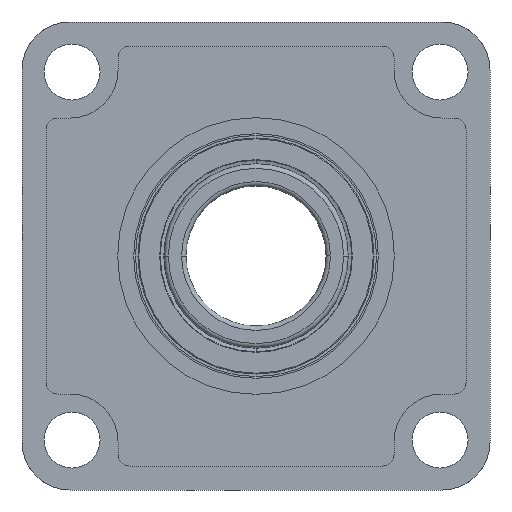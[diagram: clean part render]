
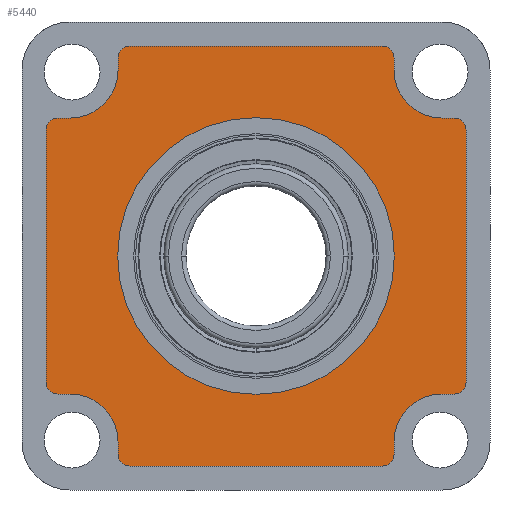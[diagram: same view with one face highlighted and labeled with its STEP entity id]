
A CAD part, front view. The second image highlights one B-rep face of the part: STEP entity #5440.
In plain terms, the highlighted planar face has unit normal (0, -1, 0).
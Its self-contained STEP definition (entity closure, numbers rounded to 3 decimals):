
#1026=CARTESIAN_POINT('',(0.,-8.,0.));
#1027=DIRECTION('',(0.,1.,0.));
#1028=DIRECTION('',(0.,0.,-1.));
#1029=AXIS2_PLACEMENT_3D('',#1026,#1027,#1028);
#1056=CARTESIAN_POINT('',(0.,-8.,0.));
#1057=DIRECTION('',(0.,1.,0.));
#1058=DIRECTION('',(0.,0.,1.));
#1059=AXIS2_PLACEMENT_3D('',#1056,#1057,#1058);
#1421=CARTESIAN_POINT('',(31.5,-8.,-49.5));
#1422=DIRECTION('',(0.,-1.,0.));
#1423=DIRECTION('',(0.,0.,-1.));
#1424=AXIS2_PLACEMENT_3D('',#1421,#1422,#1423);
#1426=DIRECTION('',(1.,0.,0.));
#1427=VECTOR('',#1426,63.);
#1428=CARTESIAN_POINT('',(-31.5,-8.,-52.5));
#1429=LINE('',#1428,#1427);
#1430=CARTESIAN_POINT('',(-31.5,-8.,-49.5));
#1431=DIRECTION('',(0.,-1.,0.));
#1432=DIRECTION('',(-1.,0.,0.));
#1433=AXIS2_PLACEMENT_3D('',#1430,#1431,#1432);
#1435=DIRECTION('',(0.,0.,-1.));
#1436=VECTOR('',#1435,3.);
#1437=CARTESIAN_POINT('',(-34.5,-8.,-46.5));
#1438=LINE('',#1437,#1436);
#1439=CARTESIAN_POINT('',(-46.5,-8.,-46.5));
#1440=DIRECTION('',(0.,1.,0.));
#1441=DIRECTION('',(0.,0.,1.));
#1442=AXIS2_PLACEMENT_3D('',#1439,#1440,#1441);
#1444=DIRECTION('',(1.,0.,0.));
#1445=VECTOR('',#1444,3.);
#1446=CARTESIAN_POINT('',(-49.5,-8.,-34.5));
#1447=LINE('',#1446,#1445);
#1448=CARTESIAN_POINT('',(-49.5,-8.,-31.5));
#1449=DIRECTION('',(0.,-1.,0.));
#1450=DIRECTION('',(-1.,0.,0.));
#1451=AXIS2_PLACEMENT_3D('',#1448,#1449,#1450);
#1453=DIRECTION('',(0.,0.,-1.));
#1454=VECTOR('',#1453,63.);
#1455=CARTESIAN_POINT('',(-52.5,-8.,31.5));
#1456=LINE('',#1455,#1454);
#1457=CARTESIAN_POINT('',(-49.5,-8.,31.5));
#1458=DIRECTION('',(0.,-1.,0.));
#1459=DIRECTION('',(0.,0.,1.));
#1460=AXIS2_PLACEMENT_3D('',#1457,#1458,#1459);
#1462=DIRECTION('',(-1.,0.,0.));
#1463=VECTOR('',#1462,3.);
#1464=CARTESIAN_POINT('',(-46.5,-8.,34.5));
#1465=LINE('',#1464,#1463);
#1466=CARTESIAN_POINT('',(-46.5,-8.,46.5));
#1467=DIRECTION('',(0.,1.,0.));
#1468=DIRECTION('',(1.,0.,0.));
#1469=AXIS2_PLACEMENT_3D('',#1466,#1467,#1468);
#1471=DIRECTION('',(0.,0.,-1.));
#1472=VECTOR('',#1471,3.);
#1473=CARTESIAN_POINT('',(-34.5,-8.,49.5));
#1474=LINE('',#1473,#1472);
#1475=CARTESIAN_POINT('',(-31.5,-8.,49.5));
#1476=DIRECTION('',(0.,-1.,0.));
#1477=DIRECTION('',(0.,0.,1.));
#1478=AXIS2_PLACEMENT_3D('',#1475,#1476,#1477);
#1480=DIRECTION('',(-1.,0.,0.));
#1481=VECTOR('',#1480,63.);
#1482=CARTESIAN_POINT('',(31.5,-8.,52.5));
#1483=LINE('',#1482,#1481);
#1484=CARTESIAN_POINT('',(31.5,-8.,49.5));
#1485=DIRECTION('',(0.,-1.,0.));
#1486=DIRECTION('',(1.,0.,0.));
#1487=AXIS2_PLACEMENT_3D('',#1484,#1485,#1486);
#1489=DIRECTION('',(0.,0.,1.));
#1490=VECTOR('',#1489,3.);
#1491=CARTESIAN_POINT('',(34.5,-8.,46.5));
#1492=LINE('',#1491,#1490);
#1493=CARTESIAN_POINT('',(46.5,-8.,46.5));
#1494=DIRECTION('',(0.,1.,0.));
#1495=DIRECTION('',(0.,0.,-1.));
#1496=AXIS2_PLACEMENT_3D('',#1493,#1494,#1495);
#1498=DIRECTION('',(-1.,0.,0.));
#1499=VECTOR('',#1498,3.);
#1500=CARTESIAN_POINT('',(49.5,-8.,34.5));
#1501=LINE('',#1500,#1499);
#1502=CARTESIAN_POINT('',(49.5,-8.,31.5));
#1503=DIRECTION('',(0.,-1.,0.));
#1504=DIRECTION('',(1.,0.,0.));
#1505=AXIS2_PLACEMENT_3D('',#1502,#1503,#1504);
#1507=DIRECTION('',(0.,0.,1.));
#1508=VECTOR('',#1507,63.);
#1509=CARTESIAN_POINT('',(52.5,-8.,-31.5));
#1510=LINE('',#1509,#1508);
#1511=CARTESIAN_POINT('',(49.5,-8.,-31.5));
#1512=DIRECTION('',(0.,-1.,0.));
#1513=DIRECTION('',(0.,0.,-1.));
#1514=AXIS2_PLACEMENT_3D('',#1511,#1512,#1513);
#1516=DIRECTION('',(1.,0.,0.));
#1517=VECTOR('',#1516,3.);
#1518=CARTESIAN_POINT('',(46.5,-8.,-34.5));
#1519=LINE('',#1518,#1517);
#1520=CARTESIAN_POINT('',(46.5,-8.,-46.5));
#1521=DIRECTION('',(0.,1.,0.));
#1522=DIRECTION('',(-1.,0.,0.));
#1523=AXIS2_PLACEMENT_3D('',#1520,#1521,#1522);
#1525=DIRECTION('',(0.,0.,1.));
#1526=VECTOR('',#1525,3.);
#1527=CARTESIAN_POINT('',(34.5,-8.,-49.5));
#1528=LINE('',#1527,#1526);
#3261=CARTESIAN_POINT('',(34.5,-8.,-46.5));
#3262=CARTESIAN_POINT('',(46.5,-8.,-34.5));
#3263=VERTEX_POINT('',#3261);
#3264=VERTEX_POINT('',#3262);
#3265=CARTESIAN_POINT('',(46.5,-8.,34.5));
#3266=CARTESIAN_POINT('',(34.5,-8.,46.5));
#3267=VERTEX_POINT('',#3265);
#3268=VERTEX_POINT('',#3266);
#3269=CARTESIAN_POINT('',(-34.5,-8.,46.5));
#3270=CARTESIAN_POINT('',(-46.5,-8.,34.5));
#3271=VERTEX_POINT('',#3269);
#3272=VERTEX_POINT('',#3270);
#3273=CARTESIAN_POINT('',(-46.5,-8.,-34.5));
#3274=CARTESIAN_POINT('',(-34.5,-8.,-46.5));
#3275=VERTEX_POINT('',#3273);
#3276=VERTEX_POINT('',#3274);
#3293=CARTESIAN_POINT('',(0.,-8.,-34.583));
#3294=CARTESIAN_POINT('',(0.,-8.,34.583));
#3295=VERTEX_POINT('',#3293);
#3296=VERTEX_POINT('',#3294);
#3297=CARTESIAN_POINT('',(31.5,-8.,-52.5));
#3298=CARTESIAN_POINT('',(34.5,-8.,-49.5));
#3299=VERTEX_POINT('',#3297);
#3300=VERTEX_POINT('',#3298);
#3305=CARTESIAN_POINT('',(-34.5,-8.,-49.5));
#3306=CARTESIAN_POINT('',(-31.5,-8.,-52.5));
#3307=VERTEX_POINT('',#3305);
#3308=VERTEX_POINT('',#3306);
#3313=CARTESIAN_POINT('',(-52.5,-8.,-31.5));
#3314=CARTESIAN_POINT('',(-49.5,-8.,-34.5));
#3315=VERTEX_POINT('',#3313);
#3316=VERTEX_POINT('',#3314);
#3321=CARTESIAN_POINT('',(-49.5,-8.,34.5));
#3322=CARTESIAN_POINT('',(-52.5,-8.,31.5));
#3323=VERTEX_POINT('',#3321);
#3324=VERTEX_POINT('',#3322);
#3329=CARTESIAN_POINT('',(-31.5,-8.,52.5));
#3330=CARTESIAN_POINT('',(-34.5,-8.,49.5));
#3331=VERTEX_POINT('',#3329);
#3332=VERTEX_POINT('',#3330);
#3337=CARTESIAN_POINT('',(34.5,-8.,49.5));
#3338=CARTESIAN_POINT('',(31.5,-8.,52.5));
#3339=VERTEX_POINT('',#3337);
#3340=VERTEX_POINT('',#3338);
#3345=CARTESIAN_POINT('',(52.5,-8.,31.5));
#3346=CARTESIAN_POINT('',(49.5,-8.,34.5));
#3347=VERTEX_POINT('',#3345);
#3348=VERTEX_POINT('',#3346);
#3353=CARTESIAN_POINT('',(49.5,-8.,-34.5));
#3354=CARTESIAN_POINT('',(52.5,-8.,-31.5));
#3355=VERTEX_POINT('',#3353);
#3356=VERTEX_POINT('',#3354);
#5381=CARTESIAN_POINT('',(0.,-8.,0.));
#5382=DIRECTION('',(0.,-1.,0.));
#5383=DIRECTION('',(-1.,0.,0.));
#5384=AXIS2_PLACEMENT_3D('',#5381,#5382,#5383);
#5385=PLANE('',#5384);
#5387=ORIENTED_EDGE('',*,*,#5386,.F.);
#5389=ORIENTED_EDGE('',*,*,#5388,.F.);
#5391=ORIENTED_EDGE('',*,*,#5390,.F.);
#5393=ORIENTED_EDGE('',*,*,#5392,.F.);
#5395=ORIENTED_EDGE('',*,*,#5394,.F.);
#5397=ORIENTED_EDGE('',*,*,#5396,.F.);
#5399=ORIENTED_EDGE('',*,*,#5398,.F.);
#5401=ORIENTED_EDGE('',*,*,#5400,.F.);
#5403=ORIENTED_EDGE('',*,*,#5402,.F.);
#5405=ORIENTED_EDGE('',*,*,#5404,.F.);
#5407=ORIENTED_EDGE('',*,*,#5406,.F.);
#5409=ORIENTED_EDGE('',*,*,#5408,.F.);
#5411=ORIENTED_EDGE('',*,*,#5410,.F.);
#5413=ORIENTED_EDGE('',*,*,#5412,.F.);
#5415=ORIENTED_EDGE('',*,*,#5414,.F.);
#5417=ORIENTED_EDGE('',*,*,#5416,.F.);
#5419=ORIENTED_EDGE('',*,*,#5418,.F.);
#5421=ORIENTED_EDGE('',*,*,#5420,.F.);
#5423=ORIENTED_EDGE('',*,*,#5422,.F.);
#5425=ORIENTED_EDGE('',*,*,#5424,.F.);
#5427=ORIENTED_EDGE('',*,*,#5426,.F.);
#5429=ORIENTED_EDGE('',*,*,#5428,.F.);
#5431=ORIENTED_EDGE('',*,*,#5430,.F.);
#5433=ORIENTED_EDGE('',*,*,#5432,.F.);
#5434=EDGE_LOOP('',(#5387,#5389,#5391,#5393,#5395,#5397,#5399,#5401,#5403,#5405,
#5407,#5409,#5411,#5413,#5415,#5417,#5419,#5421,#5423,#5425,#5427,#5429,#5431,
#5433));
#5435=FACE_OUTER_BOUND('',#5434,.F.);
#5436=ORIENTED_EDGE('',*,*,#4810,.F.);
#5437=ORIENTED_EDGE('',*,*,#4832,.F.);
#5438=EDGE_LOOP('',(#5436,#5437));
#5439=FACE_BOUND('',#5438,.F.);
#5440=ADVANCED_FACE('',(#5435,#5439),#5385,.T.);
#1030=CIRCLE('',#1029,34.583);
#1060=CIRCLE('',#1059,34.583);
#1425=CIRCLE('',#1424,3.);
#1434=CIRCLE('',#1433,3.);
#1443=CIRCLE('',#1442,12.);
#1452=CIRCLE('',#1451,3.);
#1461=CIRCLE('',#1460,3.);
#1470=CIRCLE('',#1469,12.);
#1479=CIRCLE('',#1478,3.);
#1488=CIRCLE('',#1487,3.);
#1497=CIRCLE('',#1496,12.);
#1506=CIRCLE('',#1505,3.);
#1515=CIRCLE('',#1514,3.);
#1524=CIRCLE('',#1523,12.);
#4810=EDGE_CURVE('',#3295,#3296,#1030,.T.);
#4832=EDGE_CURVE('',#3296,#3295,#1060,.T.);
#5386=EDGE_CURVE('',#3299,#3300,#1425,.T.);
#5388=EDGE_CURVE('',#3308,#3299,#1429,.T.);
#5390=EDGE_CURVE('',#3307,#3308,#1434,.T.);
#5392=EDGE_CURVE('',#3276,#3307,#1438,.T.);
#5394=EDGE_CURVE('',#3275,#3276,#1443,.T.);
#5396=EDGE_CURVE('',#3316,#3275,#1447,.T.);
#5398=EDGE_CURVE('',#3315,#3316,#1452,.T.);
#5400=EDGE_CURVE('',#3324,#3315,#1456,.T.);
#5402=EDGE_CURVE('',#3323,#3324,#1461,.T.);
#5404=EDGE_CURVE('',#3272,#3323,#1465,.T.);
#5406=EDGE_CURVE('',#3271,#3272,#1470,.T.);
#5408=EDGE_CURVE('',#3332,#3271,#1474,.T.);
#5410=EDGE_CURVE('',#3331,#3332,#1479,.T.);
#5412=EDGE_CURVE('',#3340,#3331,#1483,.T.);
#5414=EDGE_CURVE('',#3339,#3340,#1488,.T.);
#5416=EDGE_CURVE('',#3268,#3339,#1492,.T.);
#5418=EDGE_CURVE('',#3267,#3268,#1497,.T.);
#5420=EDGE_CURVE('',#3348,#3267,#1501,.T.);
#5422=EDGE_CURVE('',#3347,#3348,#1506,.T.);
#5424=EDGE_CURVE('',#3356,#3347,#1510,.T.);
#5426=EDGE_CURVE('',#3355,#3356,#1515,.T.);
#5428=EDGE_CURVE('',#3264,#3355,#1519,.T.);
#5430=EDGE_CURVE('',#3263,#3264,#1524,.T.);
#5432=EDGE_CURVE('',#3300,#3263,#1528,.T.);
